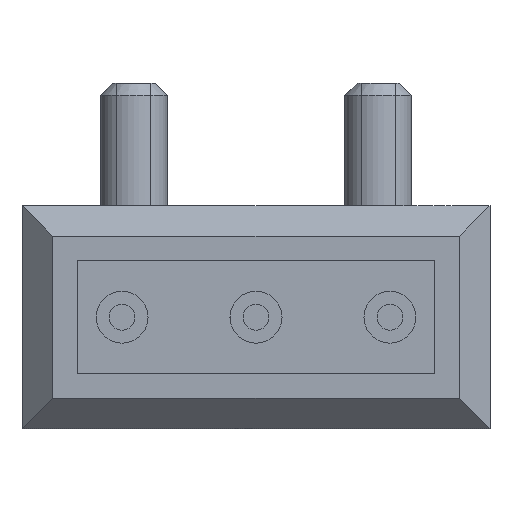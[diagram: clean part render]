
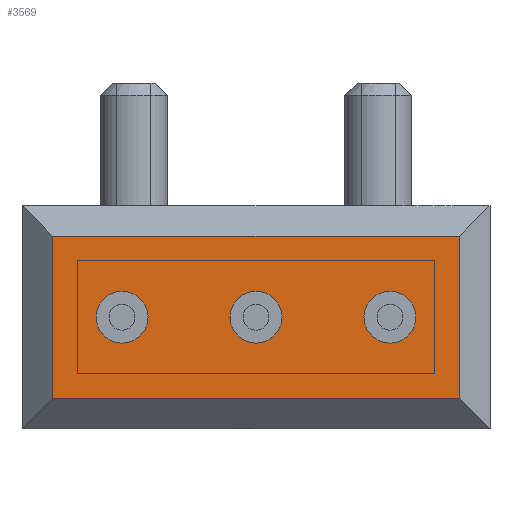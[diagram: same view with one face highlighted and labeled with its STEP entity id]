
A CAD part, front view. The second image highlights one B-rep face of the part: STEP entity #3569.
In plain terms, the highlighted planar face has unit normal (0, -1, 0).
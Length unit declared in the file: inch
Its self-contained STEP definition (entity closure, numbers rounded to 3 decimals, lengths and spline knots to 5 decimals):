
#2884=CARTESIAN_POINT('',(0.,-0.19685,0.03346));
#2885=VERTEX_POINT('',#2884);
#2886=CARTESIAN_POINT('',(0.,-0.19685,0.));
#2887=DIRECTION('',(0.0,-1.0,0.0));
#2888=DIRECTION('',(0.0,0.0,-1.0));
#2889=AXIS2_PLACEMENT_3D('',#2886,#2887,#2888);
#2890=CIRCLE('',#2889,0.03346);
#2891=EDGE_CURVE('',#2885,#2885,#2890,.T.);
#2904=CARTESIAN_POINT('',(0.17244,-0.19685,0.03346));
#2905=VERTEX_POINT('',#2904);
#2906=CARTESIAN_POINT('',(0.17244,-0.19685,0.));
#2907=DIRECTION('',(0.0,-1.0,0.0));
#2908=DIRECTION('',(0.0,0.0,-1.0));
#2909=AXIS2_PLACEMENT_3D('',#2906,#2907,#2908);
#2910=CIRCLE('',#2909,0.03346);
#2911=EDGE_CURVE('',#2905,#2905,#2910,.T.);
#2924=CARTESIAN_POINT('',(-0.17244,-0.19685,0.03346));
#2925=VERTEX_POINT('',#2924);
#2926=CARTESIAN_POINT('',(-0.17244,-0.19685,0.));
#2927=DIRECTION('',(0.0,-1.0,0.0));
#2928=DIRECTION('',(0.0,0.0,-1.0));
#2929=AXIS2_PLACEMENT_3D('',#2926,#2927,#2928);
#2930=CIRCLE('',#2929,0.03346);
#2931=EDGE_CURVE('',#2925,#2925,#2930,.T.);
#3026=CARTESIAN_POINT('',(-0.26181,-0.19685,-0.10433));
#3027=VERTEX_POINT('',#3026);
#3028=CARTESIAN_POINT('',(-0.26181,-0.19685,0.10433));
#3029=VERTEX_POINT('',#3028);
#3030=CARTESIAN_POINT('',(-0.26181,-0.19685,-0.10433));
#3031=DIRECTION('',(0.0,0.0,1.0));
#3032=VECTOR('',#3031,0.20866);
#3033=LINE('',#3030,#3032);
#3034=EDGE_CURVE('',#3027,#3029,#3033,.T.);
#3066=CARTESIAN_POINT('',(0.26181,-0.19685,-0.10433));
#3067=VERTEX_POINT('',#3066);
#3068=CARTESIAN_POINT('',(0.26181,-0.19685,-0.10433));
#3069=DIRECTION('',(-1.0,0.0,0.0));
#3070=VECTOR('',#3069,0.52362);
#3071=LINE('',#3068,#3070);
#3072=EDGE_CURVE('',#3067,#3027,#3071,.T.);
#3097=CARTESIAN_POINT('',(0.26181,-0.19685,0.10433));
#3098=VERTEX_POINT('',#3097);
#3099=CARTESIAN_POINT('',(0.26181,-0.19685,0.10433));
#3100=DIRECTION('',(0.0,0.0,-1.0));
#3101=VECTOR('',#3100,0.20866);
#3102=LINE('',#3099,#3101);
#3103=EDGE_CURVE('',#3098,#3067,#3102,.T.);
#3128=CARTESIAN_POINT('',(-0.26181,-0.19685,0.10433));
#3129=DIRECTION('',(1.0,0.0,0.0));
#3130=VECTOR('',#3129,0.52362);
#3131=LINE('',#3128,#3130);
#3132=EDGE_CURVE('',#3029,#3098,#3131,.T.);
#3549=CARTESIAN_POINT('',(0.0,-0.19685,0.0));
#3550=DIRECTION('',(0.0,1.0,0.0));
#3551=DIRECTION('',(0.0,0.0,-1.0));
#3552=AXIS2_PLACEMENT_3D('',#3549,#3550,#3551);
#3553=PLANE('',#3552);
#3554=ORIENTED_EDGE('',*,*,#3132,.F.);
#3555=ORIENTED_EDGE('',*,*,#3034,.F.);
#3556=ORIENTED_EDGE('',*,*,#3072,.F.);
#3557=ORIENTED_EDGE('',*,*,#3103,.F.);
#3558=EDGE_LOOP('',(#3554,#3555,#3556,#3557));
#3559=FACE_OUTER_BOUND('',#3558,.T.);
#3560=ORIENTED_EDGE('',*,*,#2891,.F.);
#3561=EDGE_LOOP('',(#3560));
#3562=FACE_BOUND('',#3561,.T.);
#3563=ORIENTED_EDGE('',*,*,#2911,.F.);
#3564=EDGE_LOOP('',(#3563));
#3565=FACE_BOUND('',#3564,.T.);
#3566=ORIENTED_EDGE('',*,*,#2931,.F.);
#3567=EDGE_LOOP('',(#3566));
#3568=FACE_BOUND('',#3567,.T.);
#3569=ADVANCED_FACE('',(#3559,#3562,#3565,#3568),#3553,.F.);
